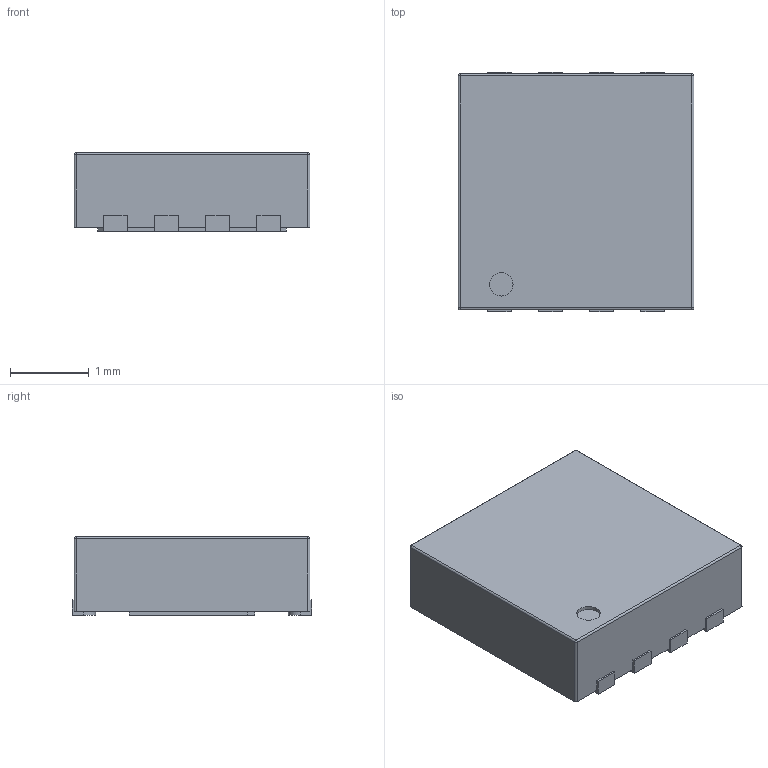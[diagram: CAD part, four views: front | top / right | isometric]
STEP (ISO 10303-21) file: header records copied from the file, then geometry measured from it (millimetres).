
FILE_DESCRIPTION(('FreeCAD Model'),'2;1');
FILE_NAME('Open CASCADE Shape Model','2022-03-04T11:16:29',( 'kicad StepUp'),('ksu MCAD'),'Open CASCADE STEP processor 7.5', 'FreeCAD','Unknown');
FILE_SCHEMA(('AUTOMOTIVE_DESIGN { 1 0 10303 214 1 1 1 1 }'));
Length unit declared in the file: millimetre
Products named in the file (1): TDFN-8-1EP_3x3x0.65P_EP2.3x1.5
Bounding box: 3 x 3.05 x 1 mm (x, y, z)
Volume: 8.8 mm3; surface area: 30.3 mm2
Topology: 1 solids, 1 shells, 74 faces, 202 edges, 128 vertices
Faces by surface type: plane 53, cylinder 17, sphere 4
Full cylindrical faces by diameter (mm): 0.3 x1
Entity records: 2822 total; most frequent: CARTESIAN_POINT 402, ORIENTED_EDGE 396, DIRECTION 381, EDGE_CURVE 198, LINE 163, VECTOR 163, VERTEX_POINT 128, AXIS2_PLACEMENT_3D 109
